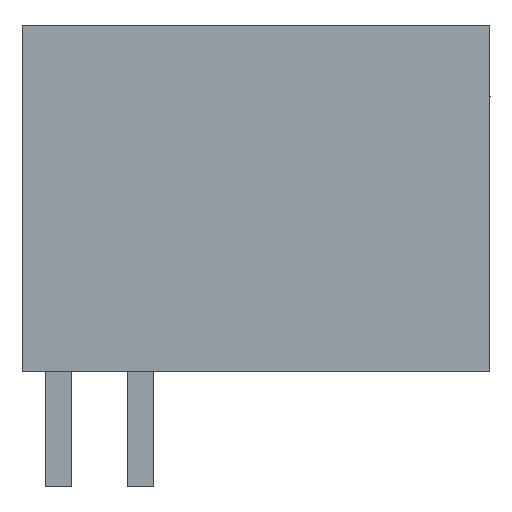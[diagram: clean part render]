
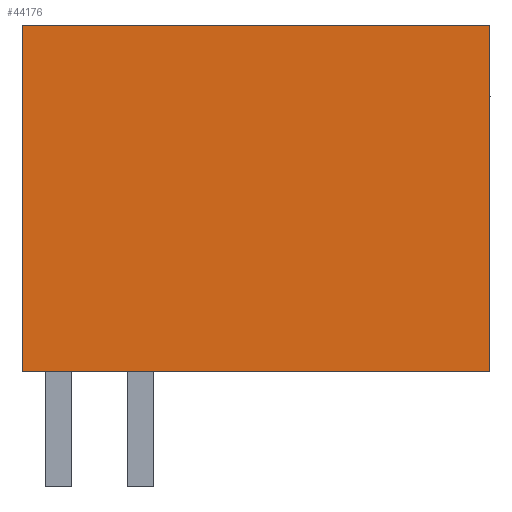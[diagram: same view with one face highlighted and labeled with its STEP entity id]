
A CAD part, left-side view. The second image highlights one B-rep face of the part: STEP entity #44176.
In plain terms, the highlighted planar face has unit normal (-1, 0, 0).
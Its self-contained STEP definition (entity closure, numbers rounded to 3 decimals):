
#44168=AXIS2_PLACEMENT_3D('Plane Axis2P3D',#44165,#44166,#44167) ;
#5714=CARTESIAN_POINT('Vertex',(0.,0.,3.5)) ;
#6141=CARTESIAN_POINT('Vertex',(0.,0.,14.)) ;
#6144=CARTESIAN_POINT('Line Origine',(0.,0.,8.75)) ;
#6830=CARTESIAN_POINT('Vertex',(0.,14.2,14.)) ;
#8095=CARTESIAN_POINT('Vertex',(0.,14.2,3.5)) ;
#8098=CARTESIAN_POINT('Line Origine',(0.,14.2,8.75)) ;
#10567=CARTESIAN_POINT('Line Origine',(0.,7.1,3.5)) ;
#12718=CARTESIAN_POINT('Line Origine',(0.,7.1,14.)) ;
#44165=CARTESIAN_POINT('Axis2P3D Location',(0.,3.975,8.025)) ;
#6145=DIRECTION('Vector Direction',(0.,0.,-1.)) ;
#8099=DIRECTION('Vector Direction',(0.,0.,-1.)) ;
#10568=DIRECTION('Vector Direction',(0.,1.,0.)) ;
#12719=DIRECTION('Vector Direction',(0.,1.,0.)) ;
#44166=DIRECTION('Axis2P3D Direction',(-1.,0.,0.)) ;
#44167=DIRECTION('Axis2P3D XDirection',(0.,0.,-1.)) ;
#6146=VECTOR('Line Direction',#6145,1.) ;
#8100=VECTOR('Line Direction',#8099,1.) ;
#10569=VECTOR('Line Direction',#10568,1.) ;
#12720=VECTOR('Line Direction',#12719,1.) ;
#44171=ORIENTED_EDGE('',*,*,#10571,.F.) ;
#44172=ORIENTED_EDGE('',*,*,#6148,.F.) ;
#44173=ORIENTED_EDGE('',*,*,#12722,.T.) ;
#44174=ORIENTED_EDGE('',*,*,#8102,.T.) ;
#44176=ADVANCED_FACE('HOUSING',(#44175),#44169,.T.) ;
#6148=EDGE_CURVE('',#6142,#5715,#6147,.T.) ;
#8102=EDGE_CURVE('',#6831,#8096,#8101,.T.) ;
#10571=EDGE_CURVE('',#5715,#8096,#10570,.T.) ;
#12722=EDGE_CURVE('',#6142,#6831,#12721,.T.) ;
#44170=EDGE_LOOP('',(#44171,#44172,#44173,#44174)) ;
#44175=FACE_OUTER_BOUND('',#44170,.T.) ;
#6147=LINE('Line',#6144,#6146) ;
#8101=LINE('Line',#8098,#8100) ;
#10570=LINE('Line',#10567,#10569) ;
#12721=LINE('Line',#12718,#12720) ;
#44169=PLANE('',#44168) ;
#5715=VERTEX_POINT('',#5714) ;
#6142=VERTEX_POINT('',#6141) ;
#6831=VERTEX_POINT('',#6830) ;
#8096=VERTEX_POINT('',#8095) ;
